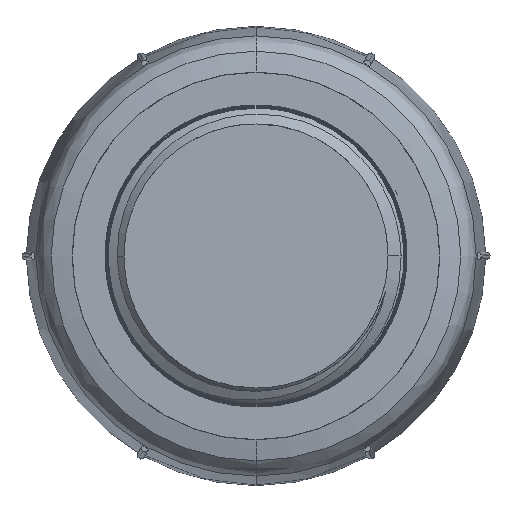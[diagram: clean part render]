
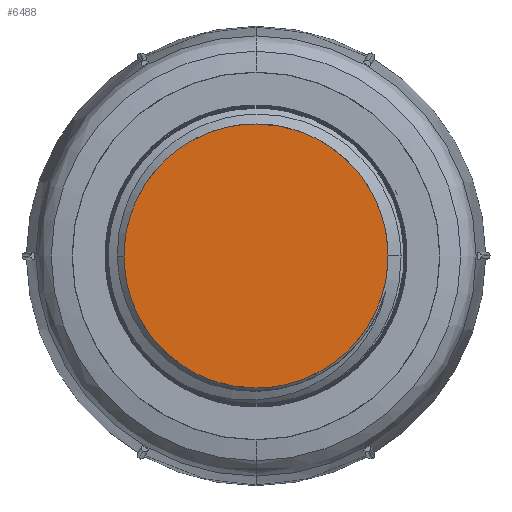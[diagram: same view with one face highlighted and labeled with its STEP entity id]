
A CAD part, front view. The second image highlights one B-rep face of the part: STEP entity #6488.
In plain terms, the highlighted planar face has unit normal (0, -1, 0).
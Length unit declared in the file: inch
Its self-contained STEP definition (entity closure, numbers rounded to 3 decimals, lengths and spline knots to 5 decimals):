
#141 = CARTESIAN_POINT ( 'NONE',  ( -0.35336, -0.9, -0.45981 ) ) ;
#324 = CARTESIAN_POINT ( 'NONE',  ( 0.15051, -0.9, 0.56003 ) ) ;
#827 = PLANE ( 'NONE',  #11834 ) ;
#862 = CARTESIAN_POINT ( 'NONE',  ( 0., -0.9, -0.575 ) ) ;
#957 = CARTESIAN_POINT ( 'NONE',  ( 0.15051, -0.9, -0.56003 ) ) ;
#1067 = DIRECTION ( 'NONE',  ( 0., -1., 0. ) ) ;
#1176 = CARTESIAN_POINT ( 'NONE',  ( 0., -0.9, -0.575 ) ) ;
#1298 = EDGE_CURVE ( 'NONE', #3952, #5109, #5572, .T. ) ;
#1587 = CARTESIAN_POINT ( 'NONE',  ( 0.35336, -0.9, 0.45981 ) ) ;
#1762 = ORIENTED_EDGE ( 'NONE', *, *, #1298, .F. ) ;
#2040 = CARTESIAN_POINT ( 'NONE',  ( 0.56003, -0.9, 0.15051 ) ) ;
#2629 = CARTESIAN_POINT ( 'NONE',  ( -0.575, -0.9, 0.07527 ) ) ;
#3357 = CARTESIAN_POINT ( 'NONE',  ( 0.45981, -0.9, -0.35336 ) ) ;
#3952 = VERTEX_POINT ( 'NONE', #862 ) ;
#4743 = CARTESIAN_POINT ( 'NONE',  ( -0.28958, -0.9, 0.50243 ) ) ;
#4974 = CARTESIAN_POINT ( 'NONE',  ( -0.56003, -0.9, 0.15051 ) ) ;
#5109 = VERTEX_POINT ( 'NONE', #11037 ) ;
#5572 = B_SPLINE_CURVE_WITH_KNOTS ( 'NONE', 3,
 ( #1176, #7211, #10662, #7288, #141, #8468, #7048, #9626, #15423, #2629, #4974, #11842, #9545, #14278, #4743, #14428, #9475, #10580 ),
 .UNSPECIFIED., .F., .F.,
 ( 4, 2, 2, 2, 2, 2, 2, 2, 4 ),
 ( 0., 0.125, 0.25, 0.375, 0.5, 0.625, 0.75, 0.875, 1. ),
 .UNSPECIFIED. ) ;
#5630 = CARTESIAN_POINT ( 'NONE',  ( 0.28958, -0.9, -0.50243 ) ) ;
#6488 = ADVANCED_FACE ( 'NONE', ( #15091 ), #827, .T. ) ;
#6765 = CARTESIAN_POINT ( 'NONE',  ( 0.07527, -0.9, -0.575 ) ) ;
#6841 = CARTESIAN_POINT ( 'NONE',  ( 0.56003, -0.9, -0.15051 ) ) ;
#7048 = CARTESIAN_POINT ( 'NONE',  ( -0.50243, -0.9, -0.28958 ) ) ;
#7211 = CARTESIAN_POINT ( 'NONE',  ( -0.07527, -0.9, -0.575 ) ) ;
#7288 = CARTESIAN_POINT ( 'NONE',  ( -0.28958, -0.9, -0.50243 ) ) ;
#7477 = CARTESIAN_POINT ( 'NONE',  ( 0., -0.9, 0.575 ) ) ;
#7774 = CARTESIAN_POINT ( 'NONE',  ( 0.575, -0.9, 0.07527 ) ) ;
#7955 = EDGE_LOOP ( 'NONE', ( #1762, #13530 ) ) ;
#8468 = CARTESIAN_POINT ( 'NONE',  ( -0.45981, -0.9, -0.35336 ) ) ;
#9191 = CARTESIAN_POINT ( 'NONE',  ( 0., -0.9, -0.575 ) ) ;
#9475 = CARTESIAN_POINT ( 'NONE',  ( -0.07527, -0.9, 0.575 ) ) ;
#9545 = CARTESIAN_POINT ( 'NONE',  ( -0.45981, -0.9, 0.35336 ) ) ;
#9626 = CARTESIAN_POINT ( 'NONE',  ( -0.56003, -0.9, -0.15051 ) ) ;
#10122 = CARTESIAN_POINT ( 'NONE',  ( 0.07527, -0.9, 0.575 ) ) ;
#10443 = CARTESIAN_POINT ( 'NONE',  ( 0.575, -0.9, -0.07527 ) ) ;
#10580 = CARTESIAN_POINT ( 'NONE',  ( 0., -0.9, 0.575 ) ) ;
#10662 = CARTESIAN_POINT ( 'NONE',  ( -0.15051, -0.9, -0.56003 ) ) ;
#10845 = EDGE_CURVE ( 'NONE', #5109, #3952, #10912, .T. ) ;
#10912 = B_SPLINE_CURVE_WITH_KNOTS ( 'NONE', 3,
 ( #7477, #10122, #324, #12265, #1587, #11073, #11453, #2040, #7774, #10443, #6841, #14069, #3357, #13824, #5630, #957, #6765, #9191 ),
 .UNSPECIFIED., .F., .F.,
 ( 4, 2, 2, 2, 2, 2, 2, 2, 4 ),
 ( 0., 0.125, 0.25, 0.375, 0.5, 0.625, 0.75, 0.875, 1. ),
 .UNSPECIFIED. ) ;
#11037 = CARTESIAN_POINT ( 'NONE',  ( 0., -0.9, 0.575 ) ) ;
#11073 = CARTESIAN_POINT ( 'NONE',  ( 0.45981, -0.9, 0.35336 ) ) ;
#11453 = CARTESIAN_POINT ( 'NONE',  ( 0.50243, -0.9, 0.28958 ) ) ;
#11834 = AXIS2_PLACEMENT_3D ( 'NONE', #12891, #1067, #15242 ) ;
#11842 = CARTESIAN_POINT ( 'NONE',  ( -0.50243, -0.9, 0.28958 ) ) ;
#12265 = CARTESIAN_POINT ( 'NONE',  ( 0.28958, -0.9, 0.50243 ) ) ;
#12891 = CARTESIAN_POINT ( 'NONE',  ( 0., -0.9, 0. ) ) ;
#13530 = ORIENTED_EDGE ( 'NONE', *, *, #10845, .F. ) ;
#13824 = CARTESIAN_POINT ( 'NONE',  ( 0.35336, -0.9, -0.45981 ) ) ;
#14069 = CARTESIAN_POINT ( 'NONE',  ( 0.50243, -0.9, -0.28958 ) ) ;
#14278 = CARTESIAN_POINT ( 'NONE',  ( -0.35336, -0.9, 0.45981 ) ) ;
#14428 = CARTESIAN_POINT ( 'NONE',  ( -0.15051, -0.9, 0.56003 ) ) ;
#15091 = FACE_OUTER_BOUND ( 'NONE', #7955, .T. ) ;
#15242 = DIRECTION ( 'NONE',  ( 0., 0., -1. ) ) ;
#15423 = CARTESIAN_POINT ( 'NONE',  ( -0.575, -0.9, -0.07527 ) ) ;
